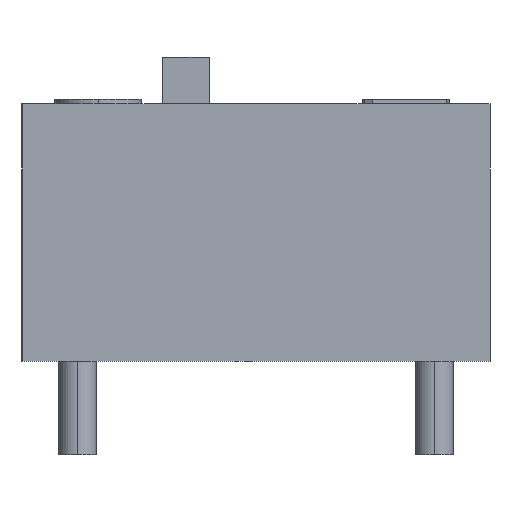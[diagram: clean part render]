
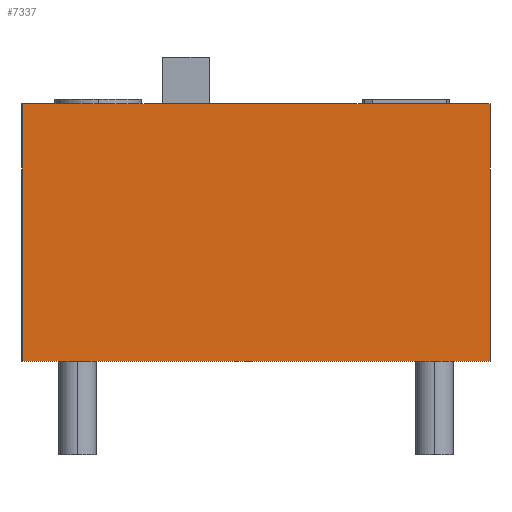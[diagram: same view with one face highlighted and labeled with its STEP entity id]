
A CAD part, left-side view. The second image highlights one B-rep face of the part: STEP entity #7337.
In plain terms, the highlighted planar face has unit normal (-1, 0, 0).
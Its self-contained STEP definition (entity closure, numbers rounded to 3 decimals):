
#116 = EDGE_LOOP ( 'NONE', ( #1931, #3923, #2664, #454 ) ) ;
#169 = VERTEX_POINT ( 'NONE', #925 ) ;
#322 = CARTESIAN_POINT ( 'NONE',  ( 0., 10., 1. ) ) ;
#454 = ORIENTED_EDGE ( 'NONE', *, *, #5985, .T. ) ;
#925 = CARTESIAN_POINT ( 'NONE',  ( 0., 10., 6.5 ) ) ;
#1168 = CARTESIAN_POINT ( 'NONE',  ( 0., 10., 6.5 ) ) ;
#1540 = CARTESIAN_POINT ( 'NONE',  ( 0., 10., 1. ) ) ;
#1931 = ORIENTED_EDGE ( 'NONE', *, *, #3417, .F. ) ;
#2130 = EDGE_CURVE ( 'NONE', #11799, #11149, #11679, .T. ) ;
#2158 = VECTOR ( 'NONE', #4954, 1000. ) ;
#2394 = VECTOR ( 'NONE', #6837, 1000. ) ;
#2586 = DIRECTION ( 'NONE',  ( -1., 0., 0. ) ) ;
#2611 = CARTESIAN_POINT ( 'NONE',  ( 0., 0., 1. ) ) ;
#2664 = ORIENTED_EDGE ( 'NONE', *, *, #2130, .T. ) ;
#3417 = EDGE_CURVE ( 'NONE', #169, #9457, #4351, .T. ) ;
#3452 = CARTESIAN_POINT ( 'NONE',  ( 0., 0., 6.5 ) ) ;
#3923 = ORIENTED_EDGE ( 'NONE', *, *, #10260, .F. ) ;
#4351 = LINE ( 'NONE', #1168, #2158 ) ;
#4680 = DIRECTION ( 'NONE',  ( 0., 0., 1. ) ) ;
#4913 = LINE ( 'NONE', #5968, #2394 ) ;
#4954 = DIRECTION ( 'NONE',  ( 0., -1., 0. ) ) ;
#5179 = FACE_OUTER_BOUND ( 'NONE', #116, .T. ) ;
#5968 = CARTESIAN_POINT ( 'NONE',  ( 0., 10., 1. ) ) ;
#5985 = EDGE_CURVE ( 'NONE', #11149, #9457, #6813, .T. ) ;
#6474 = VECTOR ( 'NONE', #10779, 1000. ) ;
#6813 = LINE ( 'NONE', #9361, #11422 ) ;
#6837 = DIRECTION ( 'NONE',  ( 0., 0., 1. ) ) ;
#6907 = CARTESIAN_POINT ( 'NONE',  ( 0., 10., 1. ) ) ;
#7265 = PLANE ( 'NONE',  #12094 ) ;
#7337 = ADVANCED_FACE ( 'NONE', ( #5179 ), #7265, .T. ) ;
#9361 = CARTESIAN_POINT ( 'NONE',  ( 0., 0., 1. ) ) ;
#9457 = VERTEX_POINT ( 'NONE', #3452 ) ;
#10167 = DIRECTION ( 'NONE',  ( 0., -1., 0. ) ) ;
#10260 = EDGE_CURVE ( 'NONE', #11799, #169, #4913, .T. ) ;
#10779 = DIRECTION ( 'NONE',  ( 0., -1., 0. ) ) ;
#11149 = VERTEX_POINT ( 'NONE', #2611 ) ;
#11422 = VECTOR ( 'NONE', #4680, 1000. ) ;
#11679 = LINE ( 'NONE', #322, #6474 ) ;
#11799 = VERTEX_POINT ( 'NONE', #6907 ) ;
#12094 = AXIS2_PLACEMENT_3D ( 'NONE', #1540, #2586, #10167 ) ;
